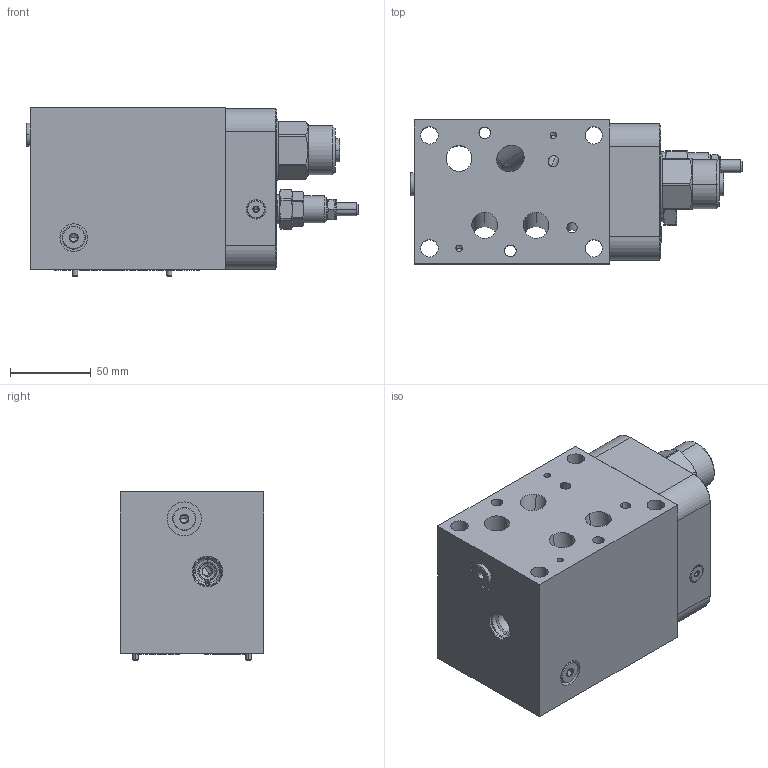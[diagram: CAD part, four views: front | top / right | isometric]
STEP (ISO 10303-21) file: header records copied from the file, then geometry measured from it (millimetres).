
FILE_DESCRIPTION((''),'2;1');
FILE_NAME('U3N_ASM','2019-10-15T',('ProEService'),(''),'PRO/ENGINEER BY PARAMETRIC TECHNOLOGY CORPORATION, 2014200','PRO/ENGINEER BY PARAMETRIC TECHNOLOGY CORPORATION, 2014200','');
FILE_SCHEMA(('CONFIG_CONTROL_DESIGN'));
Length unit declared in the file: inch
Products named in the file (10): 171-402-001; A330-006-004; A330-006-002; PSHTXFN; FXBALAN; XAOBXXN; 500-001-118; 500-001-111; 811-001-006; U3N_ASM
Assembly tree (18 placements, depth 2):
  U3N_ASM
    171-402-001
    A330-006-004  x3
    A330-006-002  x3
    PSHTXFN
    FXBALAN
    XAOBXXN
    500-001-118  x4
    500-001-111  x2
    811-001-006  x2
Bounding box: 205.24 x 88.9 x 103.99 mm (x, y, z)
Volume: 1183211.4 mm3; surface area: 190215.7 mm2
Topology: 27 solids, 30 shells, 1256 faces, 3261 edges, 2369 vertices
Faces by surface type: cylinder 454, cone 333, plane 295, torus 104, revolution 54, sphere 16
Entity records: 39049 total; most frequent: CARTESIAN_POINT 12512, DIRECTION 5843, ORIENTED_EDGE 4840, EDGE_CURVE 2420, AXIS2_PLACEMENT_3D 2285, VERTEX_POINT 1465, VECTOR 1235, LINE 1235
